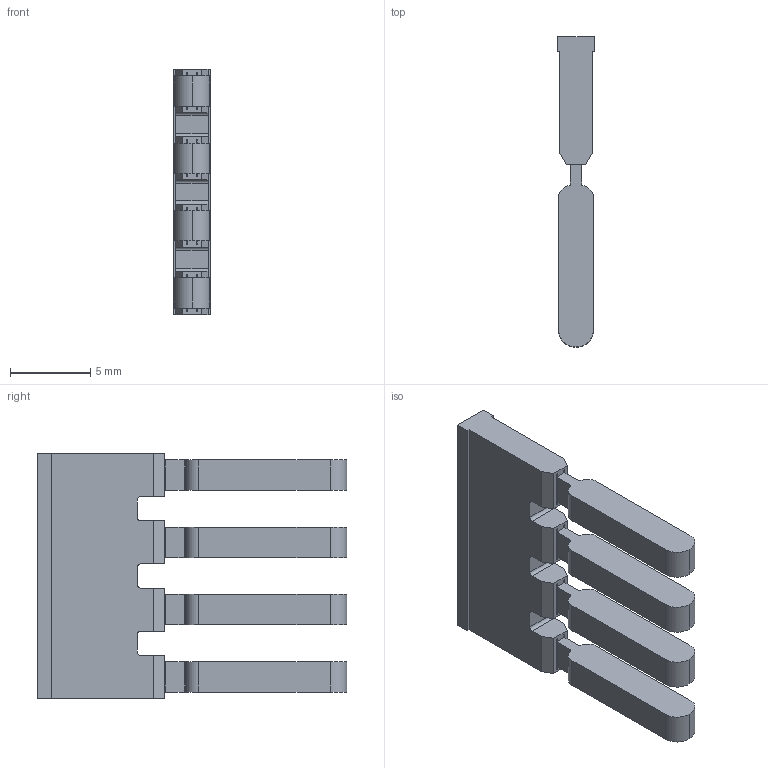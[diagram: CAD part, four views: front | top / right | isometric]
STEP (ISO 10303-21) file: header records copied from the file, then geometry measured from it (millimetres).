
FILE_DESCRIPTION (( 'STEP AP214' ), '1' );
FILE_NAME ('476604_UK 1.5-4.STP', '2013-11-15T08:22:46', ( 'arge' ), ( 'Microsoft' ), 'SwSTEP 2.0', 'SolidWorks 2013', '' );
FILE_SCHEMA (( 'AUTOMOTIVE_DESIGN' ));
Length unit declared in the file: millimetre
Products named in the file (1): 476604_UK 1.5-4
Bounding box: 2.3 x 19.36 x 15.3 mm (x, y, z)
Volume: 398 mm3; surface area: 716.3 mm2
Topology: 1 solids, 5 shells, 148 faces, 402 edges, 268 vertices
Faces by surface type: plane 114, cylinder 34
Entity records: 6296 total; most frequent: CARTESIAN_POINT 864, ORIENTED_EDGE 804, DIRECTION 746, EDGE_CURVE 402, VECTOR 326, LINE 326, VERTEX_POINT 268, AXIS2_PLACEMENT_3D 210
